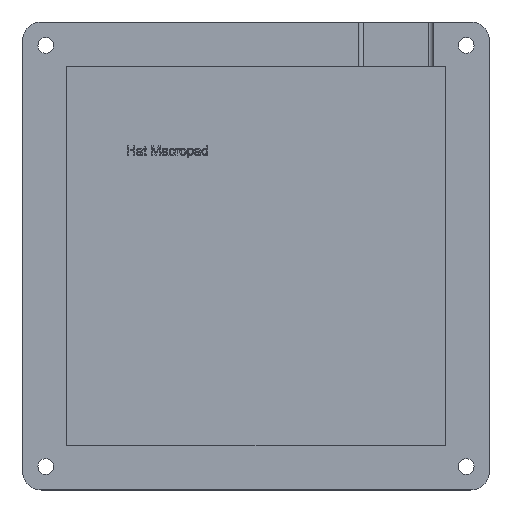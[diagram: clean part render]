
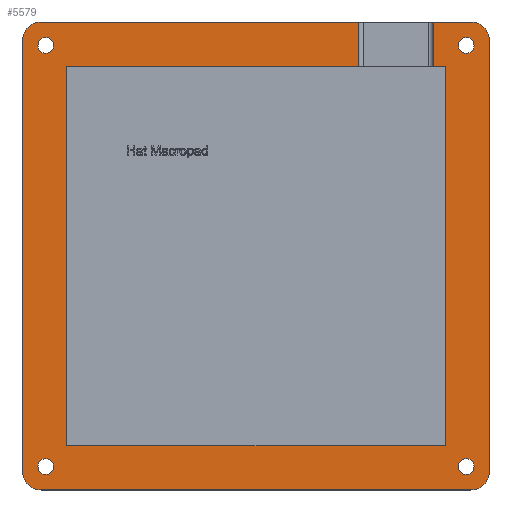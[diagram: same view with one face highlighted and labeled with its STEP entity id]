
A CAD part, top view. The second image highlights one B-rep face of the part: STEP entity #5579.
In plain terms, the highlighted planar face has unit normal (0, 0, 1).
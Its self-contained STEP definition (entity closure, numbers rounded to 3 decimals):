
#19=CIRCLE('',#5714,4.);
#20=CIRCLE('',#5715,4.);
#21=CIRCLE('',#5716,4.);
#22=CIRCLE('',#5717,4.);
#23=CIRCLE('',#5718,1.7);
#24=CIRCLE('',#5719,1.7);
#25=CIRCLE('',#5720,1.7);
#26=CIRCLE('',#5721,1.7);
#74=FACE_BOUND('',#782,.T.);
#75=FACE_BOUND('',#783,.T.);
#76=FACE_BOUND('',#784,.T.);
#77=FACE_BOUND('',#785,.T.);
#174=PLANE('',#5713);
#463=FACE_OUTER_BOUND('',#781,.T.);
#781=EDGE_LOOP('',(#4987,#4988,#4989,#4990,#4991,#4992,#4993,#4994,#4995,
#4996,#4997,#4998,#4999,#5000,#5001,#5002));
#782=EDGE_LOOP('',(#5003));
#783=EDGE_LOOP('',(#5004));
#784=EDGE_LOOP('',(#5005));
#785=EDGE_LOOP('',(#5006));
#1216=LINE('',#11197,#1652);
#1219=LINE('',#11203,#1655);
#1221=LINE('',#11207,#1657);
#1225=LINE('',#11214,#1661);
#1226=LINE('',#11219,#1662);
#1227=LINE('',#11223,#1663);
#1228=LINE('',#11227,#1664);
#1229=LINE('',#11230,#1665);
#1230=LINE('',#11232,#1666);
#1231=LINE('',#11234,#1667);
#1232=LINE('',#11236,#1668);
#1233=LINE('',#11237,#1669);
#1652=VECTOR('',#6346,10.);
#1655=VECTOR('',#6351,10.);
#1657=VECTOR('',#6355,10.);
#1661=VECTOR('',#6359,10.);
#1662=VECTOR('',#6364,10.);
#1663=VECTOR('',#6367,10.);
#1664=VECTOR('',#6370,10.);
#1665=VECTOR('',#6373,10.);
#1666=VECTOR('',#6374,10.);
#1667=VECTOR('',#6375,10.);
#1668=VECTOR('',#6376,10.);
#1669=VECTOR('',#6377,10.);
#2577=VERTEX_POINT('',#11194);
#2578=VERTEX_POINT('',#11196);
#2579=VERTEX_POINT('',#11200);
#2580=VERTEX_POINT('',#11202);
#2581=VERTEX_POINT('',#11206);
#2584=VERTEX_POINT('',#11212);
#2585=VERTEX_POINT('',#11216);
#2586=VERTEX_POINT('',#11218);
#2587=VERTEX_POINT('',#11220);
#2588=VERTEX_POINT('',#11222);
#2589=VERTEX_POINT('',#11224);
#2590=VERTEX_POINT('',#11226);
#2591=VERTEX_POINT('',#11229);
#2592=VERTEX_POINT('',#11231);
#2593=VERTEX_POINT('',#11233);
#2594=VERTEX_POINT('',#11235);
#2595=VERTEX_POINT('',#11238);
#2596=VERTEX_POINT('',#11240);
#2597=VERTEX_POINT('',#11242);
#2598=VERTEX_POINT('',#11244);
#3388=EDGE_CURVE('',#2578,#2577,#1216,.T.);
#3391=EDGE_CURVE('',#2580,#2579,#1219,.T.);
#3393=EDGE_CURVE('',#2581,#2578,#1221,.T.);
#3397=EDGE_CURVE('',#2579,#2584,#1225,.T.);
#3398=EDGE_CURVE('',#2585,#2584,#19,.T.);
#3399=EDGE_CURVE('',#2585,#2586,#1226,.T.);
#3400=EDGE_CURVE('',#2587,#2586,#20,.T.);
#3401=EDGE_CURVE('',#2587,#2588,#1227,.T.);
#3402=EDGE_CURVE('',#2589,#2588,#21,.T.);
#3403=EDGE_CURVE('',#2589,#2590,#1228,.T.);
#3404=EDGE_CURVE('',#2581,#2590,#22,.T.);
#3405=EDGE_CURVE('',#2577,#2591,#1229,.T.);
#3406=EDGE_CURVE('',#2591,#2592,#1230,.T.);
#3407=EDGE_CURVE('',#2592,#2593,#1231,.T.);
#3408=EDGE_CURVE('',#2593,#2594,#1232,.T.);
#3409=EDGE_CURVE('',#2594,#2580,#1233,.T.);
#3410=EDGE_CURVE('',#2595,#2595,#23,.T.);
#3411=EDGE_CURVE('',#2596,#2596,#24,.T.);
#3412=EDGE_CURVE('',#2597,#2597,#25,.T.);
#3413=EDGE_CURVE('',#2598,#2598,#26,.T.);
#4987=ORIENTED_EDGE('',*,*,#3391,.T.);
#4988=ORIENTED_EDGE('',*,*,#3397,.T.);
#4989=ORIENTED_EDGE('',*,*,#3398,.F.);
#4990=ORIENTED_EDGE('',*,*,#3399,.T.);
#4991=ORIENTED_EDGE('',*,*,#3400,.F.);
#4992=ORIENTED_EDGE('',*,*,#3401,.T.);
#4993=ORIENTED_EDGE('',*,*,#3402,.F.);
#4994=ORIENTED_EDGE('',*,*,#3403,.T.);
#4995=ORIENTED_EDGE('',*,*,#3404,.F.);
#4996=ORIENTED_EDGE('',*,*,#3393,.T.);
#4997=ORIENTED_EDGE('',*,*,#3388,.T.);
#4998=ORIENTED_EDGE('',*,*,#3405,.T.);
#4999=ORIENTED_EDGE('',*,*,#3406,.T.);
#5000=ORIENTED_EDGE('',*,*,#3407,.T.);
#5001=ORIENTED_EDGE('',*,*,#3408,.T.);
#5002=ORIENTED_EDGE('',*,*,#3409,.T.);
#5003=ORIENTED_EDGE('',*,*,#3410,.T.);
#5004=ORIENTED_EDGE('',*,*,#3411,.T.);
#5005=ORIENTED_EDGE('',*,*,#3412,.T.);
#5006=ORIENTED_EDGE('',*,*,#3413,.T.);
#5579=ADVANCED_FACE('',(#463,#74,#75,#76,#77),#174,.T.);
#5713=AXIS2_PLACEMENT_3D('',#11215,#6360,#6361);
#5714=AXIS2_PLACEMENT_3D('',#11217,#6362,#6363);
#5715=AXIS2_PLACEMENT_3D('',#11221,#6365,#6366);
#5716=AXIS2_PLACEMENT_3D('',#11225,#6368,#6369);
#5717=AXIS2_PLACEMENT_3D('',#11228,#6371,#6372);
#5718=AXIS2_PLACEMENT_3D('',#11239,#6378,#6379);
#5719=AXIS2_PLACEMENT_3D('',#11241,#6380,#6381);
#5720=AXIS2_PLACEMENT_3D('',#11243,#6382,#6383);
#5721=AXIS2_PLACEMENT_3D('',#11245,#6384,#6385);
#6346=DIRECTION('',(0.,-1.,0.));
#6351=DIRECTION('',(0.,1.,0.));
#6355=DIRECTION('',(-1.,0.,0.));
#6359=DIRECTION('',(-1.,0.,0.));
#6360=DIRECTION('center_axis',(0.,0.,1.));
#6361=DIRECTION('ref_axis',(1.,0.,0.));
#6362=DIRECTION('center_axis',(0.,0.,-1.));
#6363=DIRECTION('ref_axis',(-0.707,0.707,0.));
#6364=DIRECTION('',(0.,-1.,0.));
#6365=DIRECTION('center_axis',(0.,0.,-1.));
#6366=DIRECTION('ref_axis',(-0.707,-0.707,0.));
#6367=DIRECTION('',(1.,0.,0.));
#6368=DIRECTION('center_axis',(0.,0.,-1.));
#6369=DIRECTION('ref_axis',(0.707,-0.707,0.));
#6370=DIRECTION('',(0.,1.,0.));
#6371=DIRECTION('center_axis',(0.,0.,-1.));
#6372=DIRECTION('ref_axis',(0.707,0.707,0.));
#6373=DIRECTION('',(1.,0.,0.));
#6374=DIRECTION('',(0.,-1.,0.));
#6375=DIRECTION('',(-1.,0.,0.));
#6376=DIRECTION('',(0.,1.,0.));
#6377=DIRECTION('',(1.,0.,0.));
#6378=DIRECTION('center_axis',(0.,0.,-1.));
#6379=DIRECTION('ref_axis',(1.,0.,0.));
#6380=DIRECTION('center_axis',(0.,0.,-1.));
#6381=DIRECTION('ref_axis',(1.,0.,0.));
#6382=DIRECTION('center_axis',(0.,0.,-1.));
#6383=DIRECTION('ref_axis',(1.,0.,0.));
#6384=DIRECTION('center_axis',(0.,0.,-1.));
#6385=DIRECTION('ref_axis',(1.,0.,0.));
#11194=CARTESIAN_POINT('',(38.5,45.,13.));
#11196=CARTESIAN_POINT('',(38.5,54.5,13.));
#11197=CARTESIAN_POINT('',(38.5,52.,13.));
#11200=CARTESIAN_POINT('',(22.5,54.5,13.));
#11202=CARTESIAN_POINT('',(22.5,45.,13.));
#11203=CARTESIAN_POINT('',(22.5,47.25,13.));
#11206=CARTESIAN_POINT('',(46.5,54.5,13.));
#11207=CARTESIAN_POINT('',(-49.5,54.5,13.));
#11212=CARTESIAN_POINT('',(-45.5,54.5,13.));
#11214=CARTESIAN_POINT('',(-49.5,54.5,13.));
#11215=CARTESIAN_POINT('Origin',(-44.5,49.5,13.));
#11216=CARTESIAN_POINT('',(-49.5,50.5,13.));
#11217=CARTESIAN_POINT('Origin',(-45.5,50.5,13.));
#11218=CARTESIAN_POINT('',(-49.5,-41.7,13.));
#11219=CARTESIAN_POINT('',(-49.5,-45.7,13.));
#11220=CARTESIAN_POINT('',(-45.5,-45.7,13.));
#11221=CARTESIAN_POINT('Origin',(-45.5,-41.7,13.));
#11222=CARTESIAN_POINT('',(46.5,-45.7,13.));
#11223=CARTESIAN_POINT('',(50.5,-45.7,13.));
#11224=CARTESIAN_POINT('',(50.5,-41.7,13.));
#11225=CARTESIAN_POINT('Origin',(46.5,-41.7,13.));
#11226=CARTESIAN_POINT('',(50.5,50.5,13.));
#11227=CARTESIAN_POINT('',(50.5,54.5,13.));
#11228=CARTESIAN_POINT('Origin',(46.5,50.5,13.));
#11229=CARTESIAN_POINT('',(41.,45.,13.));
#11230=CARTESIAN_POINT('',(-40.,45.,13.));
#11231=CARTESIAN_POINT('',(41.,-36.2,13.));
#11232=CARTESIAN_POINT('',(41.,45.,13.));
#11233=CARTESIAN_POINT('',(-40.,-36.2,13.));
#11234=CARTESIAN_POINT('',(41.,-36.2,13.));
#11235=CARTESIAN_POINT('',(-40.,45.,13.));
#11236=CARTESIAN_POINT('',(-40.,-36.2,13.));
#11237=CARTESIAN_POINT('',(-40.,45.,13.));
#11238=CARTESIAN_POINT('',(-46.2,49.5,13.));
#11239=CARTESIAN_POINT('Origin',(-44.5,49.5,13.));
#11240=CARTESIAN_POINT('',(43.8,-40.7,13.));
#11241=CARTESIAN_POINT('Origin',(45.5,-40.7,13.));
#11242=CARTESIAN_POINT('',(-46.2,-40.7,13.));
#11243=CARTESIAN_POINT('Origin',(-44.5,-40.7,13.));
#11244=CARTESIAN_POINT('',(43.8,49.5,13.));
#11245=CARTESIAN_POINT('Origin',(45.5,49.5,13.));
